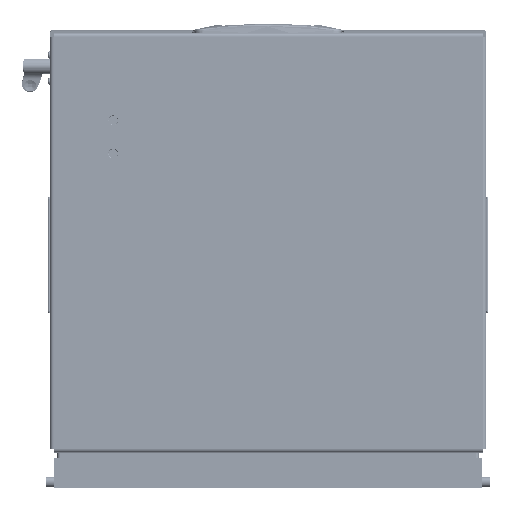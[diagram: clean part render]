
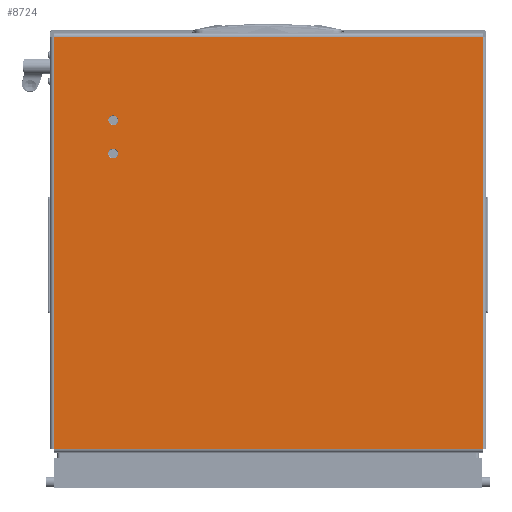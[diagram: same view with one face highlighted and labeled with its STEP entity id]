
A CAD part, front view. The second image highlights one B-rep face of the part: STEP entity #8724.
In plain terms, the highlighted face is planar.
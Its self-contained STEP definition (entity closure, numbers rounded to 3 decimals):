
#703 = CARTESIAN_POINT ( 'NONE',  ( 84.8, 389., 0. ) ) ;
#1776 = CARTESIAN_POINT ( 'NONE',  ( 125., 389., 0. ) ) ;
#2443 = AXIS2_PLACEMENT_3D ( 'NONE', #77263, #48322, #48727 ) ;
#5945 = DIRECTION ( 'NONE',  ( -1., 0., 0. ) ) ;
#8447 = CARTESIAN_POINT ( 'NONE',  ( 0., 452., 0. ) ) ;
#8724 = ADVANCED_FACE ( 'NONE', ( #19615, #10287, #25736 ), #37805, .T. ) ;
#10287 = FACE_BOUND ( 'NONE', #118257, .T. ) ;
#10375 = EDGE_LOOP ( 'NONE', ( #118456, #25131 ) ) ;
#10515 = VERTEX_POINT ( 'NONE', #70116 ) ;
#11883 = VERTEX_POINT ( 'NONE', #86804 ) ;
#13726 = EDGE_CURVE ( 'NONE', #66087, #127127, #21546, .T. ) ;
#14553 = CARTESIAN_POINT ( 'NONE',  ( 436., 0., 0. ) ) ;
#14618 = ORIENTED_EDGE ( 'NONE', *, *, #86528, .F. ) ;
#15462 = CARTESIAN_POINT ( 'NONE',  ( 2., 452., 0. ) ) ;
#16369 = LINE ( 'NONE', #66193, #86210 ) ;
#16717 = CIRCLE ( 'NONE', #46088, 5.2 ) ;
#16980 = DIRECTION ( 'NONE',  ( 0., 0., -1. ) ) ;
#17782 = EDGE_CURVE ( 'NONE', #10515, #95535, #16369, .T. ) ;
#18183 = CARTESIAN_POINT ( 'NONE',  ( 0., 452., 0. ) ) ;
#18613 = DIRECTION ( 'NONE',  ( -1., 0., 0. ) ) ;
#19615 = FACE_BOUND ( 'NONE', #10375, .T. ) ;
#21266 = CARTESIAN_POINT ( 'NONE',  ( 95.2, 389., 0. ) ) ;
#21546 = LINE ( 'NONE', #71096, #88288 ) ;
#25131 = ORIENTED_EDGE ( 'NONE', *, *, #43803, .F. ) ;
#25736 = FACE_OUTER_BOUND ( 'NONE', #76396, .T. ) ;
#29255 = EDGE_CURVE ( 'NONE', #10515, #127127, #94661, .T. ) ;
#36444 = DIRECTION ( 'NONE',  ( -1., 0., 0. ) ) ;
#36571 = CARTESIAN_POINT ( 'NONE',  ( 90., 389., 0. ) ) ;
#36927 = ORIENTED_EDGE ( 'NONE', *, *, #13726, .T. ) ;
#37143 = DIRECTION ( 'NONE',  ( 0., -1., 0. ) ) ;
#37805 = PLANE ( 'NONE',  #104471 ) ;
#39244 = DIRECTION ( 'NONE',  ( -1., 0., 0. ) ) ;
#42609 = LINE ( 'NONE', #14553, #61273 ) ;
#43803 = EDGE_CURVE ( 'NONE', #97663, #125442, #16717, .T. ) ;
#46088 = AXIS2_PLACEMENT_3D ( 'NONE', #126011, #76299, #36444 ) ;
#46651 = ORIENTED_EDGE ( 'NONE', *, *, #17782, .T. ) ;
#48322 = DIRECTION ( 'NONE',  ( 0., 0., -1. ) ) ;
#48727 = DIRECTION ( 'NONE',  ( -1., 0., 0. ) ) ;
#49029 = VERTEX_POINT ( 'NONE', #86089 ) ;
#53093 = EDGE_CURVE ( 'NONE', #125442, #97663, #115239, .T. ) ;
#57969 = CIRCLE ( 'NONE', #123650, 5.2 ) ;
#61273 = VECTOR ( 'NONE', #5945, 1000. ) ;
#65603 = ORIENTED_EDGE ( 'NONE', *, *, #125117, .T. ) ;
#66087 = VERTEX_POINT ( 'NONE', #113492 ) ;
#66193 = CARTESIAN_POINT ( 'NONE',  ( 436., 452., 0. ) ) ;
#66860 = DIRECTION ( 'NONE',  ( 0., 0., -1. ) ) ;
#70116 = CARTESIAN_POINT ( 'NONE',  ( 436., 452., 0. ) ) ;
#71096 = CARTESIAN_POINT ( 'NONE',  ( 2., 0., 0. ) ) ;
#71127 = DIRECTION ( 'NONE',  ( 0., 0., -1. ) ) ;
#71526 = DIRECTION ( 'NONE',  ( 0., 1., 0. ) ) ;
#72578 = ORIENTED_EDGE ( 'NONE', *, *, #29255, .F. ) ;
#76299 = DIRECTION ( 'NONE',  ( 0., 0., -1. ) ) ;
#76396 = EDGE_LOOP ( 'NONE', ( #65603, #36927, #72578, #46651 ) ) ;
#77263 = CARTESIAN_POINT ( 'NONE',  ( 125., 389., 0. ) ) ;
#84635 = CIRCLE ( 'NONE', #2443, 5.2 ) ;
#85739 = EDGE_CURVE ( 'NONE', #49029, #11883, #84635, .T. ) ;
#85791 = AXIS2_PLACEMENT_3D ( 'NONE', #36571, #16980, #86827 ) ;
#86089 = CARTESIAN_POINT ( 'NONE',  ( 130.2, 389., 0. ) ) ;
#86210 = VECTOR ( 'NONE', #37143, 1000. ) ;
#86528 = EDGE_CURVE ( 'NONE', #11883, #49029, #57969, .T. ) ;
#86804 = CARTESIAN_POINT ( 'NONE',  ( 119.8, 389., 0. ) ) ;
#86827 = DIRECTION ( 'NONE',  ( -1., 0., 0. ) ) ;
#88288 = VECTOR ( 'NONE', #71526, 1000. ) ;
#88443 = VECTOR ( 'NONE', #39244, 1000. ) ;
#92058 = CARTESIAN_POINT ( 'NONE',  ( 436., 0., 0. ) ) ;
#94661 = LINE ( 'NONE', #8447, #88443 ) ;
#95535 = VERTEX_POINT ( 'NONE', #92058 ) ;
#97663 = VERTEX_POINT ( 'NONE', #21266 ) ;
#99258 = ORIENTED_EDGE ( 'NONE', *, *, #85739, .F. ) ;
#104471 = AXIS2_PLACEMENT_3D ( 'NONE', #18183, #66860, #18613 ) ;
#113492 = CARTESIAN_POINT ( 'NONE',  ( 2., 0., 0. ) ) ;
#115239 = CIRCLE ( 'NONE', #85791, 5.2 ) ;
#118257 = EDGE_LOOP ( 'NONE', ( #14618, #99258 ) ) ;
#118456 = ORIENTED_EDGE ( 'NONE', *, *, #53093, .F. ) ;
#121687 = DIRECTION ( 'NONE',  ( -1., 0., 0. ) ) ;
#123650 = AXIS2_PLACEMENT_3D ( 'NONE', #1776, #71127, #121687 ) ;
#125117 = EDGE_CURVE ( 'NONE', #95535, #66087, #42609, .T. ) ;
#125442 = VERTEX_POINT ( 'NONE', #703 ) ;
#126011 = CARTESIAN_POINT ( 'NONE',  ( 90., 389., 0. ) ) ;
#127127 = VERTEX_POINT ( 'NONE', #15462 ) ;
